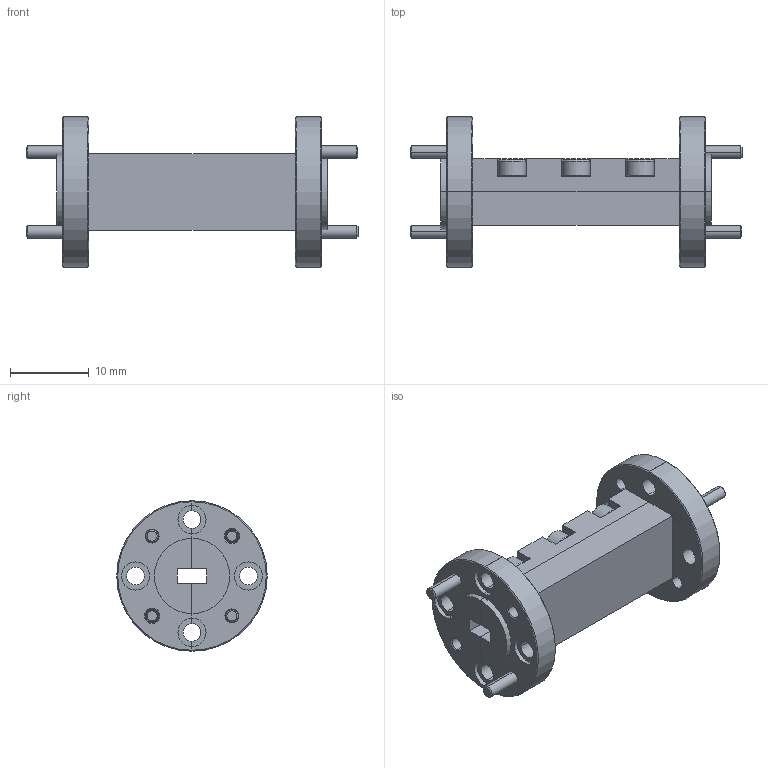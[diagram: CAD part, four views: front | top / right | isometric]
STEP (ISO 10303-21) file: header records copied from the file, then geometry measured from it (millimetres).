
FILE_DESCRIPTION (( 'STEP AP203' ), '1' );
FILE_NAME ('SWF-53304330-15-B1.STEP', '2017-06-27T16:49:45', ( '' ), ( '' ), 'SwSTEP 2.0', 'SolidWorks 2013', '' );
FILE_SCHEMA (( 'CONFIG_CONTROL_DESIGN' ));
Length unit declared in the file: inch
Products named in the file (1): SWF-53304330-15-B1
Bounding box: 42.04 x 19.05 x 19.05 mm (x, y, z)
Volume: 3709.8 mm3; surface area: 4669.4 mm2
Topology: 16 solids, 16 shells, 685 faces, 1777 edges, 1134 vertices
Faces by surface type: cylinder 378, cone 153, plane 142, bspline 12
Entity records: 27264 total; most frequent: CARTESIAN_POINT 11741, ORIENTED_EDGE 3530, DIRECTION 3001, EDGE_CURVE 1765, VERTEX_POINT 1134, AXIS2_PLACEMENT_3D 1132, EDGE_LOOP 743, LINE 737
